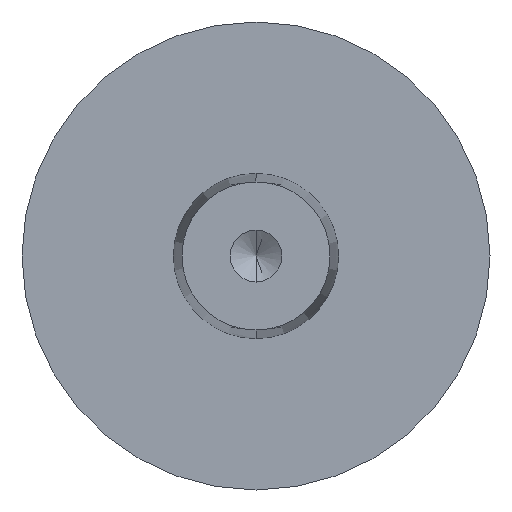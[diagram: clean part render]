
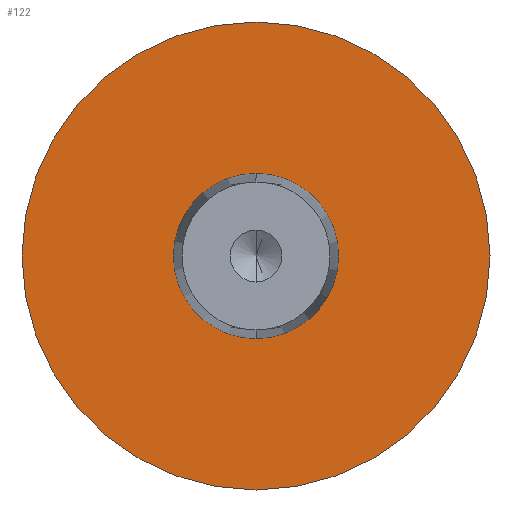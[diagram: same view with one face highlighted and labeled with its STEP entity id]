
A CAD part, left-side view. The second image highlights one B-rep face of the part: STEP entity #122.
In plain terms, the highlighted planar face has unit normal (-1, 0, 0).
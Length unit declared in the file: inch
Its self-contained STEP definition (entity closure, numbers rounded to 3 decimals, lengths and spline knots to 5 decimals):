
#22 = CARTESIAN_POINT ( 'NONE',  ( -0.19685, 0., 0. ) ) ;
#46 = CARTESIAN_POINT ( 'NONE',  ( -0.19685, 0., -0.3125 ) ) ;
#47 = DIRECTION ( 'NONE',  ( 0., 0., -1. ) ) ;
#48 = DIRECTION ( 'NONE',  ( 1., 0., 0. ) ) ;
#49 = AXIS2_PLACEMENT_3D ( 'NONE', #74, #48, #47 ) ;
#50 = CIRCLE ( 'NONE', #49, 0.3125 ) ;
#64 = EDGE_CURVE ( 'NONE', #65, #235, #50, .T. ) ;
#65 = VERTEX_POINT ( 'NONE', #46 ) ;
#74 = CARTESIAN_POINT ( 'NONE',  ( -0.19685, 0., 0. ) ) ;
#89 = EDGE_CURVE ( 'NONE', #235, #65, #121, .T. ) ;
#92 = DIRECTION ( 'NONE',  ( 0., 0., -1. ) ) ;
#93 = DIRECTION ( 'NONE',  ( 1., 0., 0. ) ) ;
#94 = CARTESIAN_POINT ( 'NONE',  ( -0.19685, 0., 0. ) ) ;
#95 = AXIS2_PLACEMENT_3D ( 'NONE', #94, #93, #92 ) ;
#96 = CIRCLE ( 'NONE', #95, 0.88583 ) ;
#98 = CARTESIAN_POINT ( 'NONE',  ( -0.19685, 0., 0.88583 ) ) ;
#99 = CARTESIAN_POINT ( 'NONE',  ( -0.19685, 0., -0.88583 ) ) ;
#100 = DIRECTION ( 'NONE',  ( 0., 0., -1. ) ) ;
#101 = DIRECTION ( 'NONE',  ( 1., 0., 0. ) ) ;
#102 = CARTESIAN_POINT ( 'NONE',  ( -0.19685, 0., 0. ) ) ;
#103 = AXIS2_PLACEMENT_3D ( 'NONE', #102, #101, #100 ) ;
#108 = CIRCLE ( 'NONE', #103, 0.88583 ) ;
#111 = DIRECTION ( 'NONE',  ( 0., 0., 1. ) ) ;
#112 = DIRECTION ( 'NONE',  ( -1., 0., 0. ) ) ;
#113 = CARTESIAN_POINT ( 'NONE',  ( -0.19685, 0.88583, 0. ) ) ;
#114 = AXIS2_PLACEMENT_3D ( 'NONE', #113, #112, #111 ) ;
#115 = PLANE ( 'NONE',  #114 ) ;
#116 = FACE_OUTER_BOUND ( 'NONE', #135, .T. ) ;
#117 = FACE_BOUND ( 'NONE', #123, .T. ) ;
#118 = DIRECTION ( 'NONE',  ( 0., 0., -1. ) ) ;
#119 = DIRECTION ( 'NONE',  ( 1., 0., 0. ) ) ;
#120 = AXIS2_PLACEMENT_3D ( 'NONE', #22, #119, #118 ) ;
#121 = CIRCLE ( 'NONE', #120, 0.3125 ) ;
#122 = ADVANCED_FACE ( 'NONE', ( #117, #116 ), #115, .T. ) ;
#123 = EDGE_LOOP ( 'NONE', ( #133, #134 ) ) ;
#132 = EDGE_CURVE ( 'NONE', #137, #138, #108, .T. ) ;
#133 = ORIENTED_EDGE ( 'NONE', *, *, #64, .T. ) ;
#134 = ORIENTED_EDGE ( 'NONE', *, *, #89, .T. ) ;
#135 = EDGE_LOOP ( 'NONE', ( #136, #139 ) ) ;
#136 = ORIENTED_EDGE ( 'NONE', *, *, #132, .F. ) ;
#137 = VERTEX_POINT ( 'NONE', #99 ) ;
#138 = VERTEX_POINT ( 'NONE', #98 ) ;
#139 = ORIENTED_EDGE ( 'NONE', *, *, #140, .F. ) ;
#140 = EDGE_CURVE ( 'NONE', #138, #137, #96, .T. ) ;
#235 = VERTEX_POINT ( 'NONE', #299 ) ;
#299 = CARTESIAN_POINT ( 'NONE',  ( -0.19685, 0., 0.3125 ) ) ;
